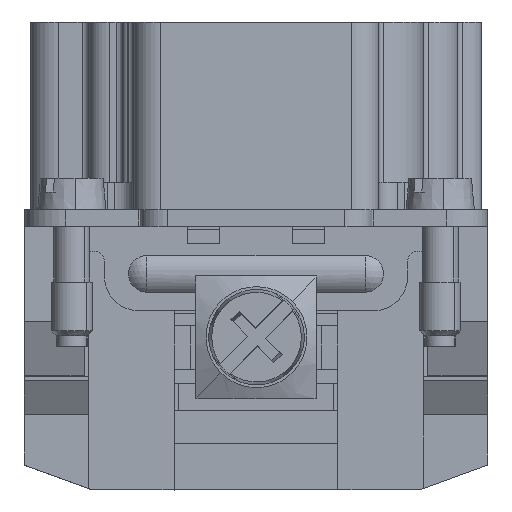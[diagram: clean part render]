
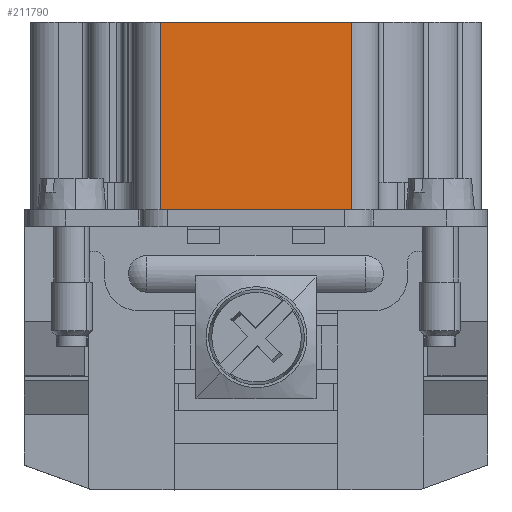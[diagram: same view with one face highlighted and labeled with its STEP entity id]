
A CAD part, front view. The second image highlights one B-rep face of the part: STEP entity #211790.
In plain terms, the highlighted face is planar.
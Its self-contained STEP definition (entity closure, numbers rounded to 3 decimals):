
#76850=CARTESIAN_POINT('',(55.25,57.902,
40.986));
#76860=VERTEX_POINT('',#76850);
#76890=CARTESIAN_POINT('',(55.25,57.901,
34.136));
#76900=DIRECTION('',(0.,0.,
1.));
#76910=VECTOR('',#76900,1.);
#76920=LINE('',#76890,#76910);
#76930=CARTESIAN_POINT('',(55.25,57.9,
26.986));
#76940=VERTEX_POINT('',#76930);
#76950=EDGE_CURVE('',#76940,#76860,#76920,.T.);
#182860=CARTESIAN_POINT('',(41.5,58.14,
26.986));
#182870=VERTEX_POINT('',#182860);
#182900=CARTESIAN_POINT('',(41.5,58.141,
34.136));
#182910=DIRECTION('',(0.,0.,
1.));
#182920=VECTOR('',#182910,1.);
#182930=LINE('',#182900,#182920);
#182940=CARTESIAN_POINT('',(41.5,58.14,
27.486));
#182950=VERTEX_POINT('',#182940);
#182960=EDGE_CURVE('',#182870,#182950,#182930,.T.);
#183360=CARTESIAN_POINT('',(41.5,58.142,
40.486));
#183370=VERTEX_POINT('',#183360);
#183400=CARTESIAN_POINT('',(41.5,58.141,
34.136));
#183410=DIRECTION('',(0.,0.,
1.));
#183420=VECTOR('',#183410,1.);
#183430=LINE('',#183400,#183420);
#183440=CARTESIAN_POINT('',(41.5,58.142,
40.986));
#183450=VERTEX_POINT('',#183440);
#183460=EDGE_CURVE('',#183370,#183450,#183430,.T.);
#210850=CARTESIAN_POINT('',(55.284,57.899,
26.986));
#210860=DIRECTION('',(1.,-0.017,
0.));
#210870=VECTOR('',#210860,1.);
#210880=LINE('',#210850,#210870);
#210890=EDGE_CURVE('',#182870,#76940,#210880,.T.);
#211430=CARTESIAN_POINT('',(55.284,57.902,
40.986));
#211440=DIRECTION('',(-1.,0.017,
0.));
#211450=VECTOR('',#211440,1.);
#211460=LINE('',#211430,#211450);
#211470=EDGE_CURVE('',#76860,#183450,#211460,.T.);
#211610=CARTESIAN_POINT('',(20.403,58.513,
60.397));
#211620=DIRECTION('',(0.017,1.,
0.));
#211630=DIRECTION('',(0.,0.,
1.));
#211640=AXIS2_PLACEMENT_3D('',#211610,#211620,#211630);
#211650=PLANE('',#211640);
#211660=ORIENTED_EDGE('',*,*,#76950,.F.);
#211670=ORIENTED_EDGE('',*,*,#211470,.F.);
#211680=ORIENTED_EDGE('',*,*,#183460,.T.);
#211690=CARTESIAN_POINT('',(41.5,58.141,
34.136));
#211700=DIRECTION('',(0.,0.,
-1.));
#211710=VECTOR('',#211700,1.);
#211720=LINE('',#211690,#211710);
#211730=EDGE_CURVE('',#183370,#182950,#211720,.T.);
#211740=ORIENTED_EDGE('',*,*,#211730,.F.);
#211750=ORIENTED_EDGE('',*,*,#182960,.T.);
#211760=ORIENTED_EDGE('',*,*,#210890,.F.);
#211770=EDGE_LOOP('',(#211760,#211750,#211740,#211680,#211670,#211660));
#211780=FACE_OUTER_BOUND('',#211770,.T.);
#211790=ADVANCED_FACE('',(#211780),#211650,.T.);
